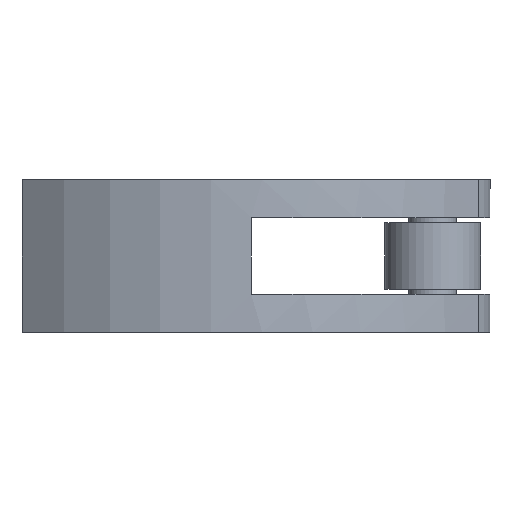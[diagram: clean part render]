
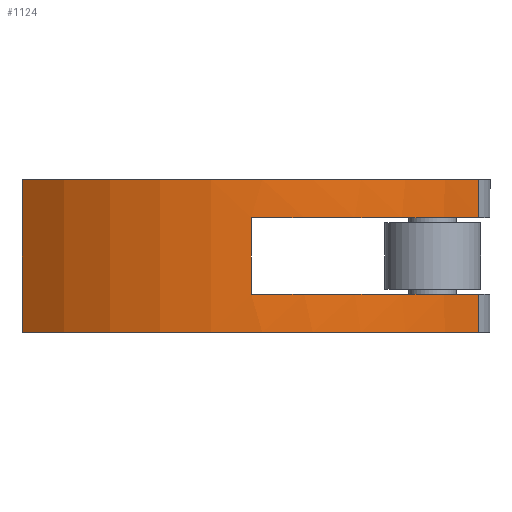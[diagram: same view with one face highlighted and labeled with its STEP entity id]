
A CAD part, left-side view. The second image highlights one B-rep face of the part: STEP entity #1124.
In plain terms, the highlighted cylindrical face has radius 33 mm (diameter 66 mm), a partial arc.
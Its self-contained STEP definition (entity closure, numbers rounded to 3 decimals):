
#28=CYLINDRICAL_SURFACE('',#1228,33.);
#38=CIRCLE('',#1214,33.);
#40=CIRCLE('',#1217,33.);
#45=CIRCLE('',#1225,33.);
#48=CIRCLE('',#1229,33.);
#137=FACE_OUTER_BOUND('',#207,.T.);
#207=EDGE_LOOP('',(#947,#948,#949,#950,#951,#952,#953,#954));
#289=LINE('',#2044,#379);
#293=LINE('',#2057,#383);
#294=LINE('',#2059,#384);
#295=LINE('',#2062,#385);
#379=VECTOR('',#1366,10.);
#383=VECTOR('',#1380,10.);
#384=VECTOR('',#1381,10.);
#385=VECTOR('',#1384,10.);
#530=VERTEX_POINT('',#2011);
#533=VERTEX_POINT('',#2016);
#535=VERTEX_POINT('',#2022);
#536=VERTEX_POINT('',#2023);
#544=VERTEX_POINT('',#2043);
#545=VERTEX_POINT('',#2047);
#549=VERTEX_POINT('',#2058);
#550=VERTEX_POINT('',#2060);
#673=EDGE_CURVE('',#533,#530,#38,.T.);
#675=EDGE_CURVE('',#535,#536,#40,.T.);
#685=EDGE_CURVE('',#544,#535,#289,.T.);
#687=EDGE_CURVE('',#545,#544,#45,.T.);
#692=EDGE_CURVE('',#530,#536,#293,.T.);
#693=EDGE_CURVE('',#549,#533,#294,.T.);
#694=EDGE_CURVE('',#550,#549,#48,.T.);
#695=EDGE_CURVE('',#545,#550,#295,.T.);
#947=ORIENTED_EDGE('',*,*,#687,.T.);
#948=ORIENTED_EDGE('',*,*,#685,.T.);
#949=ORIENTED_EDGE('',*,*,#675,.T.);
#950=ORIENTED_EDGE('',*,*,#692,.F.);
#951=ORIENTED_EDGE('',*,*,#673,.F.);
#952=ORIENTED_EDGE('',*,*,#693,.F.);
#953=ORIENTED_EDGE('',*,*,#694,.F.);
#954=ORIENTED_EDGE('',*,*,#695,.F.);
#1124=ADVANCED_FACE('',(#137),#28,.T.);
#1214=AXIS2_PLACEMENT_3D('',#2018,#1341,#1342);
#1217=AXIS2_PLACEMENT_3D('',#2024,#1347,#1348);
#1225=AXIS2_PLACEMENT_3D('',#2048,#1370,#1371);
#1228=AXIS2_PLACEMENT_3D('',#2056,#1378,#1379);
#1229=AXIS2_PLACEMENT_3D('',#2061,#1382,#1383);
#1341=DIRECTION('center_axis',(0.,0.,1.));
#1342=DIRECTION('ref_axis',(-0.765,0.644,0.));
#1347=DIRECTION('center_axis',(0.,0.,1.));
#1348=DIRECTION('ref_axis',(-0.765,0.644,0.));
#1366=DIRECTION('',(0.,0.,1.));
#1370=DIRECTION('center_axis',(0.,0.,-1.));
#1371=DIRECTION('ref_axis',(-0.765,0.644,0.));
#1378=DIRECTION('center_axis',(0.,0.,1.));
#1379=DIRECTION('ref_axis',(-0.765,0.644,0.));
#1380=DIRECTION('',(0.,0.,-1.));
#1381=DIRECTION('',(0.,0.,1.));
#1382=DIRECTION('center_axis',(0.,0.,-1.));
#1383=DIRECTION('ref_axis',(-0.765,0.644,0.));
#1384=DIRECTION('',(0.,0.,-1.));
#2011=CARTESIAN_POINT('',(-9.556,-30.833,8.));
#2016=CARTESIAN_POINT('',(-15.246,17.,8.));
#2018=CARTESIAN_POINT('Origin',(10.,-4.251,8.));
#2022=CARTESIAN_POINT('',(-22.885,-7.,4.));
#2023=CARTESIAN_POINT('',(-9.556,-30.833,4.));
#2024=CARTESIAN_POINT('Origin',(10.,-4.251,4.));
#2043=CARTESIAN_POINT('',(-22.885,-7.,-4.));
#2044=CARTESIAN_POINT('',(-22.885,-7.,0.));
#2047=CARTESIAN_POINT('',(-9.556,-30.833,-4.));
#2048=CARTESIAN_POINT('Origin',(10.,-4.251,-4.));
#2056=CARTESIAN_POINT('Origin',(10.,-4.251,0.));
#2057=CARTESIAN_POINT('',(-9.556,-30.833,0.));
#2058=CARTESIAN_POINT('',(-15.246,17.,-8.));
#2059=CARTESIAN_POINT('',(-15.246,17.,0.));
#2060=CARTESIAN_POINT('',(-9.556,-30.833,-8.));
#2061=CARTESIAN_POINT('Origin',(10.,-4.251,-8.));
#2062=CARTESIAN_POINT('',(-9.556,-30.833,0.));
